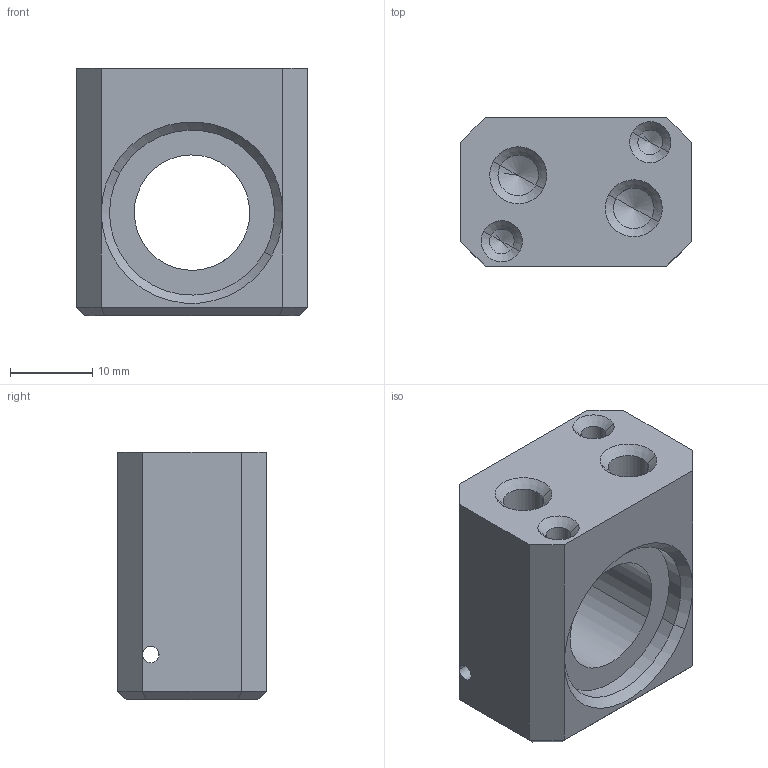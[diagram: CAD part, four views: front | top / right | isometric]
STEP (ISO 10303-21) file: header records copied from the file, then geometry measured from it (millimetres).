
FILE_DESCRIPTION(('CATIA V5 STEP Exchange'),'2;1');
FILE_NAME('corp_fixare.stp','2010-10-28T13:57:18+00:00',('none'),('none'),'CATIA Version 5 Release 19 SP 2 (IN-10)','CATIA V5 STEP AP203','none');
FILE_SCHEMA(('CONFIG_CONTROL_DESIGN'));
Length unit declared in the file: millimetre
Products named in the file (1): corp_fixare
Bounding box: 28 x 18 x 30 mm (x, y, z)
Volume: 10644.6 mm3; surface area: 4502.3 mm2
Topology: 1 solids, 1 shells, 55 faces, 132 edges, 72 vertices
Faces by surface type: plane 20, cone 20, cylinder 15
Entity records: 1485 total; most frequent: CARTESIAN_POINT 293, ORIENTED_EDGE 248, DIRECTION 198, EDGE_CURVE 124, AXIS2_PLACEMENT_3D 85, VECTOR 72, LINE 72, VERTEX_POINT 72
